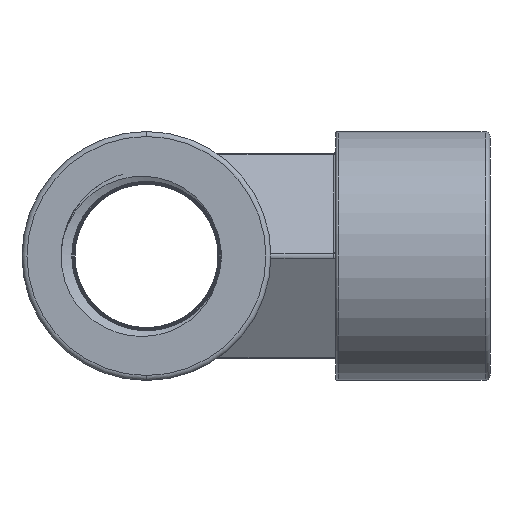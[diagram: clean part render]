
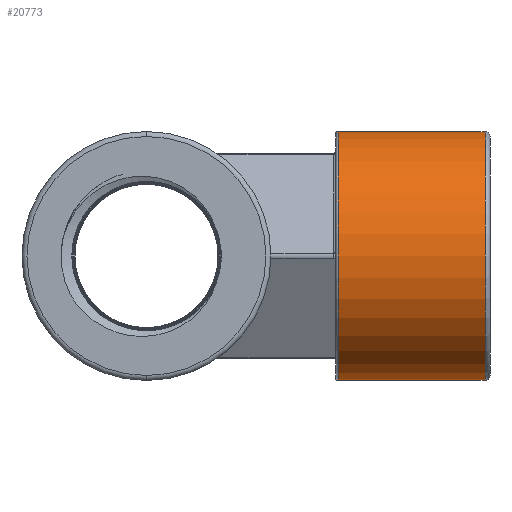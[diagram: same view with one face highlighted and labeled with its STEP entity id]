
A CAD part, left-side view. The second image highlights one B-rep face of the part: STEP entity #20773.
In plain terms, the highlighted cylindrical face has radius 12.5 mm (diameter 25 mm), a partial arc.
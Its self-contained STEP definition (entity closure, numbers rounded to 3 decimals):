
#5499=DIRECTION('',(0.,-1.,0.));
#5500=VECTOR('',#5499,14.75);
#5501=CARTESIAN_POINT('',(0.,-19.25,-12.5));
#5502=LINE('',#5501,#5500);
#5522=CARTESIAN_POINT('',(0.,-19.25,0.));
#5523=DIRECTION('',(0.,1.,0.));
#5524=DIRECTION('',(0.,0.,-1.));
#5525=AXIS2_PLACEMENT_3D('',#5522,#5523,#5524);
#5530=DIRECTION('',(0.,-1.,0.));
#5531=VECTOR('',#5530,14.75);
#5532=CARTESIAN_POINT('',(0.,-19.25,12.5));
#5533=LINE('',#5532,#5531);
#5537=CARTESIAN_POINT('',(0.,-34.,0.));
#5538=DIRECTION('',(0.,-1.,0.));
#5539=DIRECTION('',(0.,0.,1.));
#5540=AXIS2_PLACEMENT_3D('',#5537,#5538,#5539);
#17524=CARTESIAN_POINT('',(0.,-34.,12.5));
#17525=CARTESIAN_POINT('',(0.,-34.,-12.5));
#17526=VERTEX_POINT('',#17524);
#17527=VERTEX_POINT('',#17525);
#17550=CARTESIAN_POINT('',(0.,-19.25,-12.5));
#17551=CARTESIAN_POINT('',(0.,-19.25,12.5));
#17552=VERTEX_POINT('',#17550);
#17553=VERTEX_POINT('',#17551);
#20761=CARTESIAN_POINT('',(0.,-19.,0.));
#20762=DIRECTION('',(0.,-1.,0.));
#20763=DIRECTION('',(0.,0.,-1.));
#20764=AXIS2_PLACEMENT_3D('',#20761,#20762,#20763);
#20765=CYLINDRICAL_SURFACE('',#20764,12.5);
#20767=ORIENTED_EDGE('',*,*,#20766,.T.);
#20768=ORIENTED_EDGE('',*,*,#20754,.T.);
#20769=ORIENTED_EDGE('',*,*,#20726,.T.);
#20770=ORIENTED_EDGE('',*,*,#20751,.F.);
#20771=EDGE_LOOP('',(#20767,#20768,#20769,#20770));
#20772=FACE_OUTER_BOUND('',#20771,.F.);
#5526=CIRCLE('',#5525,12.5);
#5541=CIRCLE('',#5540,12.5);
#20726=EDGE_CURVE('',#17526,#17527,#5541,.T.);
#20751=EDGE_CURVE('',#17552,#17527,#5502,.T.);
#20754=EDGE_CURVE('',#17553,#17526,#5533,.T.);
#20766=EDGE_CURVE('',#17552,#17553,#5526,.T.);
#20773=ADVANCED_FACE('',(#20772),#20765,.T.);
